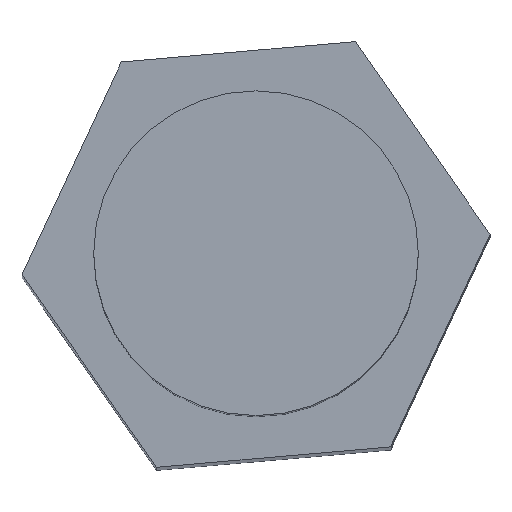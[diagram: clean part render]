
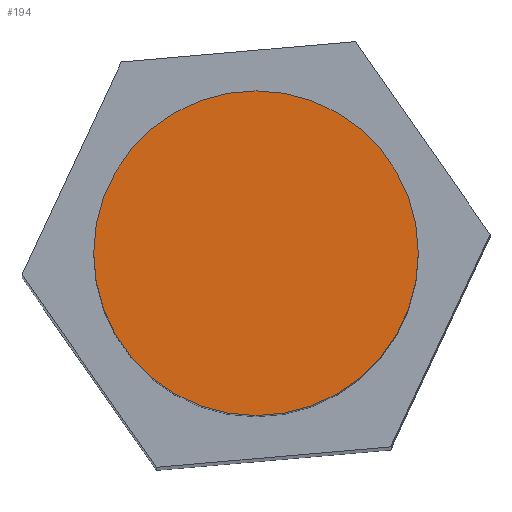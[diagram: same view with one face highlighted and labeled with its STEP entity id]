
A CAD part, top view. The second image highlights one B-rep face of the part: STEP entity #194.
In plain terms, the highlighted planar face has unit normal (0, 0, 1).
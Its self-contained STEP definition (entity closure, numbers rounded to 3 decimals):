
#22=PLANE('',#225);
#34=FACE_OUTER_BOUND('',#46,.T.);
#46=EDGE_LOOP('',(#150));
#99=CIRCLE('',#223,6.911);
#103=VERTEX_POINT('',#303);
#120=EDGE_CURVE('',#103,#103,#99,.F.);
#150=ORIENTED_EDGE('',*,*,#120,.T.);
#194=ADVANCED_FACE('',(#34),#22,.T.);
#223=AXIS2_PLACEMENT_3D('',#304,#250,#251);
#225=AXIS2_PLACEMENT_3D('',#308,#255,#256);
#250=DIRECTION('center_axis',(0.,0.,-1.));
#251=DIRECTION('ref_axis',(-1.,0.,0.));
#255=DIRECTION('center_axis',(0.,0.,1.));
#256=DIRECTION('ref_axis',(-1.,0.,0.));
#303=CARTESIAN_POINT('',(43.664,-0.674,106.1));
#304=CARTESIAN_POINT('Origin',(36.753,-0.674,106.1));
#308=CARTESIAN_POINT('Origin',(36.753,-0.674,106.1));
